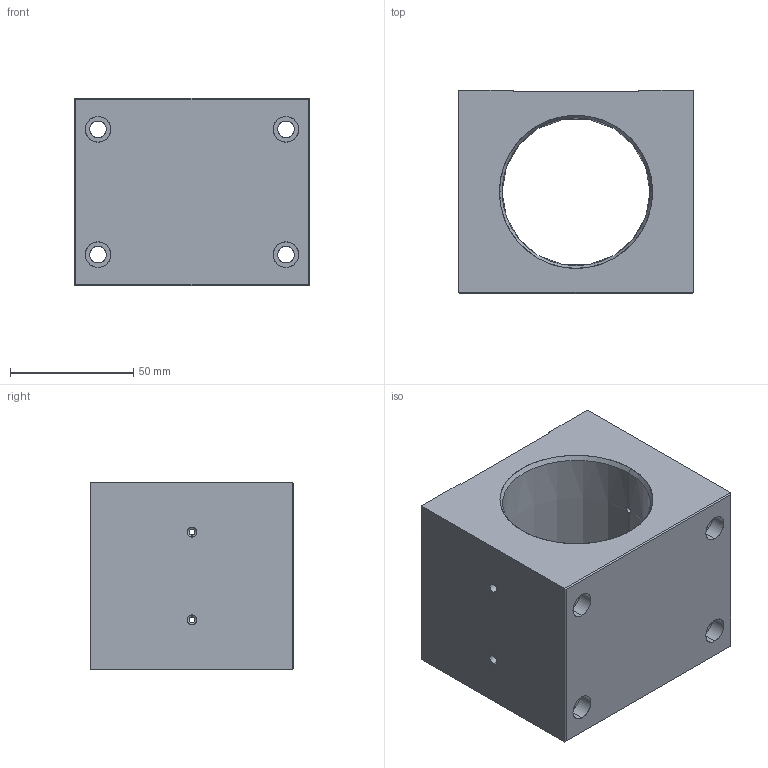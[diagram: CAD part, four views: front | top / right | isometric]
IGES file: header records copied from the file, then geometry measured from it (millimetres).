
Start section: SolidWorks IGES file using analytic representation for surfaces
Global section: file name: mbi1500.IGS; native system: SolidWorks 2014; preprocessor: SolidWorks 2014; author: Mena; date: 141120.144918; units: inch
Bounding box: 95.25 x 82.55 x 76.2 mm (x, y, z)
Surface area: 59105.1 mm2 (no closed solid volume)
Topology: 0 solids, 0 shells, 89 faces, 1448 edges, 1448 vertices
Faces by surface type: revolution 70, bspline 19
